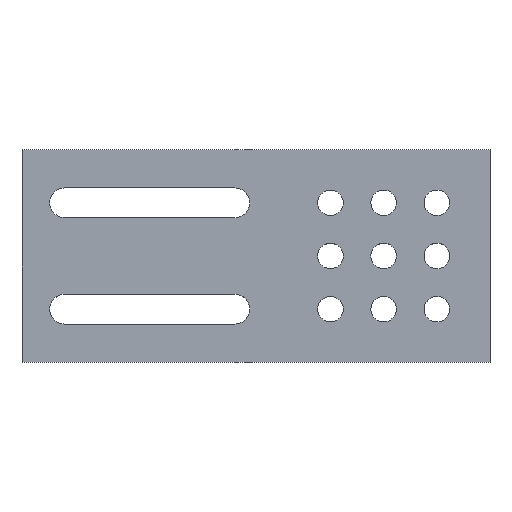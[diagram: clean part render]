
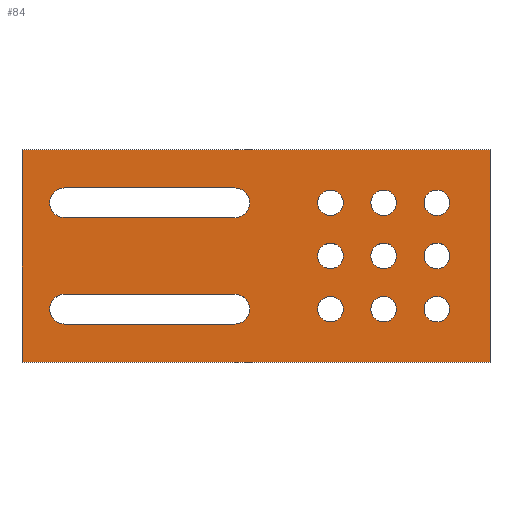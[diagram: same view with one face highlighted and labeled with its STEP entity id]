
A CAD part, top view. The second image highlights one B-rep face of the part: STEP entity #84.
In plain terms, the highlighted planar face has unit normal (0, 0, 1).
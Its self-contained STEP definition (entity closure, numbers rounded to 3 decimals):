
#84=ADVANCED_FACE('',(#136,#137,#138,#139,#140,#141,#142,#143,#144,#145,#146,#147),#148,.T.);
#136=FACE_BOUND('',#235,.T.);
#137=FACE_BOUND('',#236,.T.);
#138=FACE_BOUND('',#237,.T.);
#139=FACE_BOUND('',#238,.T.);
#140=FACE_BOUND('',#239,.T.);
#141=FACE_BOUND('',#240,.T.);
#142=FACE_BOUND('',#241,.T.);
#143=FACE_BOUND('',#242,.T.);
#144=FACE_BOUND('',#243,.T.);
#145=FACE_BOUND('',#244,.T.);
#146=FACE_BOUND('',#245,.T.);
#147=FACE_OUTER_BOUND('',#246,.T.);
#148=PLANE('',#247);
#235=EDGE_LOOP('',(#352));
#236=EDGE_LOOP('',(#353));
#237=EDGE_LOOP('',(#354));
#238=EDGE_LOOP('',(#355));
#239=EDGE_LOOP('',(#356));
#240=EDGE_LOOP('',(#357));
#241=EDGE_LOOP('',(#358));
#242=EDGE_LOOP('',(#359));
#243=EDGE_LOOP('',(#360));
#244=EDGE_LOOP('',(#361,#362,#363,#364));
#245=EDGE_LOOP('',(#365,#366,#367,#368));
#246=EDGE_LOOP('',(#369,#370,#371,#372));
#247=AXIS2_PLACEMENT_3D('',#373,#374,#375);
#352=ORIENTED_EDGE('',*,*,#563,.T.);
#353=ORIENTED_EDGE('',*,*,#565,.T.);
#354=ORIENTED_EDGE('',*,*,#567,.T.);
#355=ORIENTED_EDGE('',*,*,#569,.T.);
#356=ORIENTED_EDGE('',*,*,#571,.T.);
#357=ORIENTED_EDGE('',*,*,#573,.T.);
#358=ORIENTED_EDGE('',*,*,#575,.T.);
#359=ORIENTED_EDGE('',*,*,#577,.T.);
#360=ORIENTED_EDGE('',*,*,#579,.T.);
#361=ORIENTED_EDGE('',*,*,#580,.T.);
#362=ORIENTED_EDGE('',*,*,#581,.T.);
#363=ORIENTED_EDGE('',*,*,#582,.T.);
#364=ORIENTED_EDGE('',*,*,#583,.T.);
#365=ORIENTED_EDGE('',*,*,#584,.T.);
#366=ORIENTED_EDGE('',*,*,#585,.T.);
#367=ORIENTED_EDGE('',*,*,#586,.T.);
#368=ORIENTED_EDGE('',*,*,#587,.T.);
#369=ORIENTED_EDGE('',*,*,#588,.T.);
#370=ORIENTED_EDGE('',*,*,#589,.T.);
#371=ORIENTED_EDGE('',*,*,#590,.T.);
#372=ORIENTED_EDGE('',*,*,#591,.T.);
#373=CARTESIAN_POINT('',(0.0,0.0,10.0));
#374=DIRECTION('',(0.0,0.0,1.0));
#375=DIRECTION('',(1.0,0.0,0.0));
#563=EDGE_CURVE('',#642,#642,#643,.T.);
#565=EDGE_CURVE('',#646,#646,#647,.T.);
#567=EDGE_CURVE('',#650,#650,#651,.T.);
#569=EDGE_CURVE('',#654,#654,#655,.T.);
#571=EDGE_CURVE('',#658,#658,#659,.T.);
#573=EDGE_CURVE('',#662,#662,#663,.T.);
#575=EDGE_CURVE('',#666,#666,#667,.T.);
#577=EDGE_CURVE('',#670,#670,#671,.T.);
#579=EDGE_CURVE('',#674,#674,#675,.T.);
#580=EDGE_CURVE('',#676,#677,#678,.T.);
#581=EDGE_CURVE('',#677,#679,#680,.T.);
#582=EDGE_CURVE('',#679,#681,#682,.T.);
#583=EDGE_CURVE('',#681,#676,#683,.T.);
#584=EDGE_CURVE('',#684,#685,#686,.T.);
#585=EDGE_CURVE('',#685,#687,#688,.T.);
#586=EDGE_CURVE('',#687,#689,#690,.T.);
#587=EDGE_CURVE('',#689,#684,#691,.T.);
#588=EDGE_CURVE('',#692,#693,#694,.T.);
#589=EDGE_CURVE('',#693,#695,#696,.T.);
#590=EDGE_CURVE('',#695,#697,#698,.T.);
#591=EDGE_CURVE('',#697,#692,#699,.T.);
#642=VERTEX_POINT('',#778);
#643=CIRCLE('',#779,3.0);
#646=VERTEX_POINT('',#782);
#647=CIRCLE('',#783,3.0);
#650=VERTEX_POINT('',#786);
#651=CIRCLE('',#787,3.0);
#654=VERTEX_POINT('',#790);
#655=CIRCLE('',#791,3.0);
#658=VERTEX_POINT('',#794);
#659=CIRCLE('',#795,3.0);
#662=VERTEX_POINT('',#798);
#663=CIRCLE('',#799,3.0);
#666=VERTEX_POINT('',#802);
#667=CIRCLE('',#803,3.0);
#670=VERTEX_POINT('',#806);
#671=CIRCLE('',#807,3.0);
#674=VERTEX_POINT('',#810);
#675=CIRCLE('',#811,3.0);
#676=VERTEX_POINT('',#812);
#677=VERTEX_POINT('',#813);
#678=CIRCLE('',#814,3.5);
#679=VERTEX_POINT('',#815);
#680=LINE('',#816,#817);
#681=VERTEX_POINT('',#818);
#682=CIRCLE('',#819,3.5);
#683=LINE('',#820,#821);
#684=VERTEX_POINT('',#822);
#685=VERTEX_POINT('',#823);
#686=CIRCLE('',#824,3.5);
#687=VERTEX_POINT('',#825);
#688=LINE('',#826,#827);
#689=VERTEX_POINT('',#828);
#690=CIRCLE('',#829,3.5);
#691=LINE('',#830,#831);
#692=VERTEX_POINT('',#832);
#693=VERTEX_POINT('',#833);
#694=LINE('',#834,#835);
#695=VERTEX_POINT('',#836);
#696=LINE('',#837,#838);
#697=VERTEX_POINT('',#839);
#698=LINE('',#840,#841);
#699=LINE('',#842,#843);
#778=CARTESIAN_POINT('',(45.5,12.5,10.0));
#779=AXIS2_PLACEMENT_3D('',#959,#960,#961);
#782=CARTESIAN_POINT('',(20.5,12.5,10.0));
#783=AXIS2_PLACEMENT_3D('',#965,#966,#967);
#786=CARTESIAN_POINT('',(33.0,12.5,10.0));
#787=AXIS2_PLACEMENT_3D('',#971,#972,#973);
#790=CARTESIAN_POINT('',(45.5,0.0,10.0));
#791=AXIS2_PLACEMENT_3D('',#977,#978,#979);
#794=CARTESIAN_POINT('',(20.5,0.0,10.0));
#795=AXIS2_PLACEMENT_3D('',#983,#984,#985);
#798=CARTESIAN_POINT('',(33.0,0.0,10.0));
#799=AXIS2_PLACEMENT_3D('',#989,#990,#991);
#802=CARTESIAN_POINT('',(33.0,-12.5,10.0));
#803=AXIS2_PLACEMENT_3D('',#995,#996,#997);
#806=CARTESIAN_POINT('',(20.5,-12.5,10.0));
#807=AXIS2_PLACEMENT_3D('',#1001,#1002,#1003);
#810=CARTESIAN_POINT('',(45.5,-12.5,10.0));
#811=AXIS2_PLACEMENT_3D('',#1007,#1008,#1009);
#812=CARTESIAN_POINT('',(-5.0,16.0,10.0));
#813=CARTESIAN_POINT('',(-5.0,9.0,10.0));
#814=AXIS2_PLACEMENT_3D('',#1010,#1011,#1012);
#815=CARTESIAN_POINT('',(-45.0,9.0,10.0));
#816=CARTESIAN_POINT('',(-12.5,9.0,10.0));
#817=VECTOR('',#1013,1.0);
#818=CARTESIAN_POINT('',(-45.0,16.0,10.0));
#819=AXIS2_PLACEMENT_3D('',#1014,#1015,#1016);
#820=CARTESIAN_POINT('',(-12.5,16.0,10.0));
#821=VECTOR('',#1017,1.0);
#822=CARTESIAN_POINT('',(-5.0,-9.0,10.0));
#823=CARTESIAN_POINT('',(-5.0,-16.0,10.0));
#824=AXIS2_PLACEMENT_3D('',#1018,#1019,#1020);
#825=CARTESIAN_POINT('',(-45.0,-16.0,10.0));
#826=CARTESIAN_POINT('',(-12.5,-16.0,10.0));
#827=VECTOR('',#1021,1.0);
#828=CARTESIAN_POINT('',(-45.0,-9.0,10.0));
#829=AXIS2_PLACEMENT_3D('',#1022,#1023,#1024);
#830=CARTESIAN_POINT('',(-12.5,-9.0,10.0));
#831=VECTOR('',#1025,1.0);
#832=CARTESIAN_POINT('',(55.0,-25.0,10.0));
#833=CARTESIAN_POINT('',(55.0,25.0,10.0));
#834=CARTESIAN_POINT('',(55.0,0.0,10.0));
#835=VECTOR('',#1026,1.0);
#836=CARTESIAN_POINT('',(-55.0,25.0,10.0));
#837=CARTESIAN_POINT('',(0.0,25.0,10.0));
#838=VECTOR('',#1027,1.0);
#839=CARTESIAN_POINT('',(-55.0,-25.0,10.0));
#840=CARTESIAN_POINT('',(-55.0,0.0,10.0));
#841=VECTOR('',#1028,1.0);
#842=CARTESIAN_POINT('',(0.0,-25.0,10.0));
#843=VECTOR('',#1029,1.0);
#959=CARTESIAN_POINT('',(42.5,12.5,10.0));
#960=DIRECTION('',(0.0,0.0,-1.0));
#961=DIRECTION('',(1.0,0.0,0.0));
#965=CARTESIAN_POINT('',(17.5,12.5,10.0));
#966=DIRECTION('',(0.0,0.0,-1.0));
#967=DIRECTION('',(1.0,0.0,0.0));
#971=CARTESIAN_POINT('',(30.0,12.5,10.0));
#972=DIRECTION('',(0.0,0.0,-1.0));
#973=DIRECTION('',(1.0,0.0,0.0));
#977=CARTESIAN_POINT('',(42.5,0.0,10.0));
#978=DIRECTION('',(0.0,0.0,-1.0));
#979=DIRECTION('',(1.0,0.0,0.0));
#983=CARTESIAN_POINT('',(17.5,0.0,10.0));
#984=DIRECTION('',(0.0,0.0,-1.0));
#985=DIRECTION('',(1.0,0.0,0.0));
#989=CARTESIAN_POINT('',(30.0,0.0,10.0));
#990=DIRECTION('',(0.0,0.0,-1.0));
#991=DIRECTION('',(1.0,0.0,0.0));
#995=CARTESIAN_POINT('',(30.0,-12.5,10.0));
#996=DIRECTION('',(0.0,0.0,-1.0));
#997=DIRECTION('',(1.0,0.0,0.0));
#1001=CARTESIAN_POINT('',(17.5,-12.5,10.0));
#1002=DIRECTION('',(0.0,0.0,-1.0));
#1003=DIRECTION('',(1.0,0.0,0.0));
#1007=CARTESIAN_POINT('',(42.5,-12.5,10.0));
#1008=DIRECTION('',(0.0,0.0,-1.0));
#1009=DIRECTION('',(1.0,0.0,0.0));
#1010=CARTESIAN_POINT('',(-5.0,12.5,10.0));
#1011=DIRECTION('',(0.0,0.0,-1.0));
#1012=DIRECTION('',(0.0,1.0,0.0));
#1013=DIRECTION('',(-1.0,0.0,0.0));
#1014=CARTESIAN_POINT('',(-45.0,12.5,10.0));
#1015=DIRECTION('',(0.0,0.0,-1.0));
#1016=DIRECTION('',(0.0,1.0,0.0));
#1017=DIRECTION('',(1.0,0.0,-0.0));
#1018=CARTESIAN_POINT('',(-5.0,-12.5,10.0));
#1019=DIRECTION('',(0.0,0.0,-1.0));
#1020=DIRECTION('',(0.0,1.0,0.0));
#1021=DIRECTION('',(-1.0,0.0,0.0));
#1022=CARTESIAN_POINT('',(-45.0,-12.5,10.0));
#1023=DIRECTION('',(0.0,0.0,-1.0));
#1024=DIRECTION('',(0.0,1.0,0.0));
#1025=DIRECTION('',(1.0,0.0,-0.0));
#1026=DIRECTION('',(0.0,1.0,0.0));
#1027=DIRECTION('',(-1.0,0.0,0.0));
#1028=DIRECTION('',(0.0,-1.0,0.0));
#1029=DIRECTION('',(1.0,0.0,0.0));
